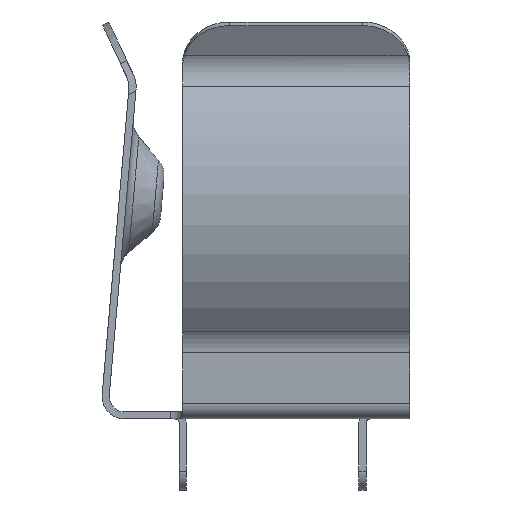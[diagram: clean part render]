
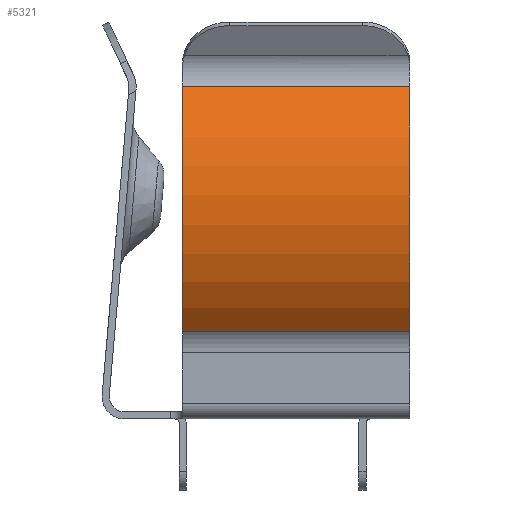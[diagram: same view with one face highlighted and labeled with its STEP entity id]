
A CAD part, front view. The second image highlights one B-rep face of the part: STEP entity #5321.
In plain terms, the highlighted cylindrical face has radius 8 mm (diameter 16 mm), a partial arc.
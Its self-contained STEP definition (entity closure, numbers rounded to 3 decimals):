
#586 = ORIENTED_EDGE ( 'NONE', *, *, #13826, .T. ) ;
#1039 = CARTESIAN_POINT ( 'NONE',  ( -22., -6.199, 14.055 ) ) ;
#1049 = EDGE_CURVE ( 'NONE', #11121, #3060, #12652, .T. ) ;
#2110 = DIRECTION ( 'NONE',  ( 1., 0., 0. ) ) ;
#2591 = CYLINDRICAL_SURFACE ( 'NONE', #8698, 8. ) ;
#2770 = FACE_OUTER_BOUND ( 'NONE', #15801, .T. ) ;
#3060 = VERTEX_POINT ( 'NONE', #11286 ) ;
#3242 = DIRECTION ( 'NONE',  ( 0., 0., 1. ) ) ;
#3310 = VECTOR ( 'NONE', #6150, 1000. ) ;
#3679 = CARTESIAN_POINT ( 'NONE',  ( -31.6, -6.199, 14.055 ) ) ;
#4576 = DIRECTION ( 'NONE',  ( 1., 0., 0. ) ) ;
#5321 = ADVANCED_FACE ( 'NONE', ( #2770 ), #2591, .T. ) ;
#5492 = AXIS2_PLACEMENT_3D ( 'NONE', #16110, #4576, #16297 ) ;
#5907 = DIRECTION ( 'NONE',  ( -1., 0., 0. ) ) ;
#6150 = DIRECTION ( 'NONE',  ( -1., 0., 0. ) ) ;
#6926 = DIRECTION ( 'NONE',  ( 0., 0., 1. ) ) ;
#8204 = VERTEX_POINT ( 'NONE', #3679 ) ;
#8564 = CARTESIAN_POINT ( 'NONE',  ( -31.6, 0., 8.999 ) ) ;
#8644 = CARTESIAN_POINT ( 'NONE',  ( -22., -5.989, 3.695 ) ) ;
#8698 = AXIS2_PLACEMENT_3D ( 'NONE', #14545, #5907, #6926 ) ;
#9409 = CARTESIAN_POINT ( 'NONE',  ( -22., -5.989, 3.695 ) ) ;
#11121 = VERTEX_POINT ( 'NONE', #9409 ) ;
#11286 = CARTESIAN_POINT ( 'NONE',  ( -31.6, -5.989, 3.695 ) ) ;
#11425 = ORIENTED_EDGE ( 'NONE', *, *, #16713, .T. ) ;
#11430 = ORIENTED_EDGE ( 'NONE', *, *, #1049, .F. ) ;
#11574 = VERTEX_POINT ( 'NONE', #11927 ) ;
#11927 = CARTESIAN_POINT ( 'NONE',  ( -22., -6.199, 14.055 ) ) ;
#12531 = CIRCLE ( 'NONE', #13090, 8. ) ;
#12652 = LINE ( 'NONE', #8644, #14233 ) ;
#12821 = CIRCLE ( 'NONE', #5492, 8. ) ;
#13090 = AXIS2_PLACEMENT_3D ( 'NONE', #8564, #2110, #3242 ) ;
#13666 = ORIENTED_EDGE ( 'NONE', *, *, #16340, .F. ) ;
#13826 = EDGE_CURVE ( 'NONE', #8204, #3060, #12531, .T. ) ;
#14233 = VECTOR ( 'NONE', #15247, 1000. ) ;
#14545 = CARTESIAN_POINT ( 'NONE',  ( -22., 0., 8.999 ) ) ;
#15247 = DIRECTION ( 'NONE',  ( -1., 0., 0. ) ) ;
#15346 = LINE ( 'NONE', #1039, #3310 ) ;
#15801 = EDGE_LOOP ( 'NONE', ( #586, #11430, #13666, #11425 ) ) ;
#16110 = CARTESIAN_POINT ( 'NONE',  ( -22., 0., 8.999 ) ) ;
#16297 = DIRECTION ( 'NONE',  ( 0., 0., 1. ) ) ;
#16340 = EDGE_CURVE ( 'NONE', #11574, #11121, #12821, .T. ) ;
#16713 = EDGE_CURVE ( 'NONE', #11574, #8204, #15346, .T. ) ;
